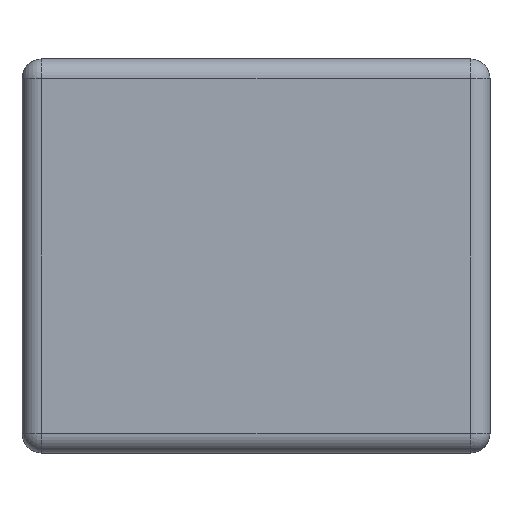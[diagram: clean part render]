
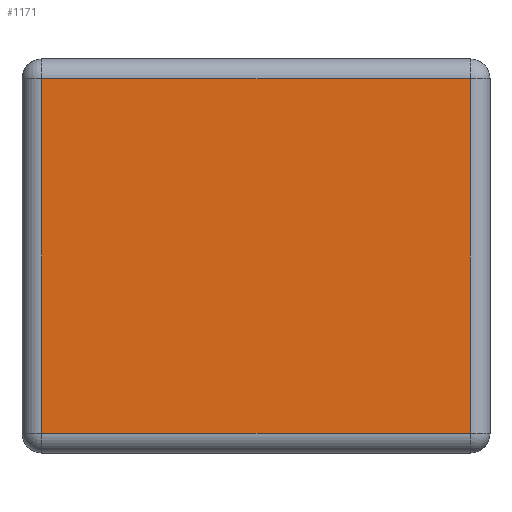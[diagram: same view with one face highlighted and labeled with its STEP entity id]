
A CAD part, left-side view. The second image highlights one B-rep face of the part: STEP entity #1171.
In plain terms, the highlighted planar face has unit normal (-1, 0, 0).
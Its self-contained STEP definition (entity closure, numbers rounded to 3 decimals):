
#14 = LINE ( 'NONE', #194, #1137 ) ;
#22 = DIRECTION ( 'NONE',  ( 0., 0., 1. ) ) ;
#31 = AXIS2_PLACEMENT_3D ( 'NONE', #401, #889, #893 ) ;
#58 = EDGE_CURVE ( 'NONE', #744, #216, #14, .T. ) ;
#117 = EDGE_CURVE ( 'NONE', #668, #246, #832, .T. ) ;
#140 = CARTESIAN_POINT ( 'NONE',  ( -1.6, 1.82, 0.72 ) ) ;
#180 = ORIENTED_EDGE ( 'NONE', *, *, #844, .T. ) ;
#192 = VECTOR ( 'NONE', #449, 1000. ) ;
#194 = CARTESIAN_POINT ( 'NONE',  ( -1.6, 1.9, 0.72 ) ) ;
#216 = VERTEX_POINT ( 'NONE', #140 ) ;
#246 = VERTEX_POINT ( 'NONE', #425 ) ;
#259 = EDGE_CURVE ( 'NONE', #246, #744, #438, .T. ) ;
#401 = CARTESIAN_POINT ( 'NONE',  ( -1.6, 1.9, -0.8 ) ) ;
#425 = CARTESIAN_POINT ( 'NONE',  ( -1.6, 0.08, -0.72 ) ) ;
#438 = LINE ( 'NONE', #634, #504 ) ;
#444 = ORIENTED_EDGE ( 'NONE', *, *, #117, .T. ) ;
#449 = DIRECTION ( 'NONE',  ( 0., -1., 0. ) ) ;
#504 = VECTOR ( 'NONE', #22, 1000. ) ;
#505 = PLANE ( 'NONE',  #31 ) ;
#547 = CARTESIAN_POINT ( 'NONE',  ( -1.6, 1.9, -0.72 ) ) ;
#557 = CARTESIAN_POINT ( 'NONE',  ( -1.6, 0.08, 0.72 ) ) ;
#569 = ORIENTED_EDGE ( 'NONE', *, *, #58, .T. ) ;
#634 = CARTESIAN_POINT ( 'NONE',  ( -1.6, 0.08, -0.8 ) ) ;
#668 = VERTEX_POINT ( 'NONE', #792 ) ;
#744 = VERTEX_POINT ( 'NONE', #557 ) ;
#776 = LINE ( 'NONE', #1168, #1076 ) ;
#791 = DIRECTION ( 'NONE',  ( 0., 1., 0. ) ) ;
#792 = CARTESIAN_POINT ( 'NONE',  ( -1.6, 1.82, -0.72 ) ) ;
#811 = FACE_OUTER_BOUND ( 'NONE', #1080, .T. ) ;
#832 = LINE ( 'NONE', #547, #192 ) ;
#844 = EDGE_CURVE ( 'NONE', #216, #668, #776, .T. ) ;
#889 = DIRECTION ( 'NONE',  ( 1., 0., 0. ) ) ;
#893 = DIRECTION ( 'NONE',  ( 0., 0., -1. ) ) ;
#913 = ORIENTED_EDGE ( 'NONE', *, *, #259, .T. ) ;
#975 = DIRECTION ( 'NONE',  ( 0., 0., -1. ) ) ;
#1076 = VECTOR ( 'NONE', #975, 1000. ) ;
#1080 = EDGE_LOOP ( 'NONE', ( #180, #444, #913, #569 ) ) ;
#1137 = VECTOR ( 'NONE', #791, 1000. ) ;
#1168 = CARTESIAN_POINT ( 'NONE',  ( -1.6, 1.82, -0.8 ) ) ;
#1171 = ADVANCED_FACE ( 'NONE', ( #811 ), #505, .F. ) ;
